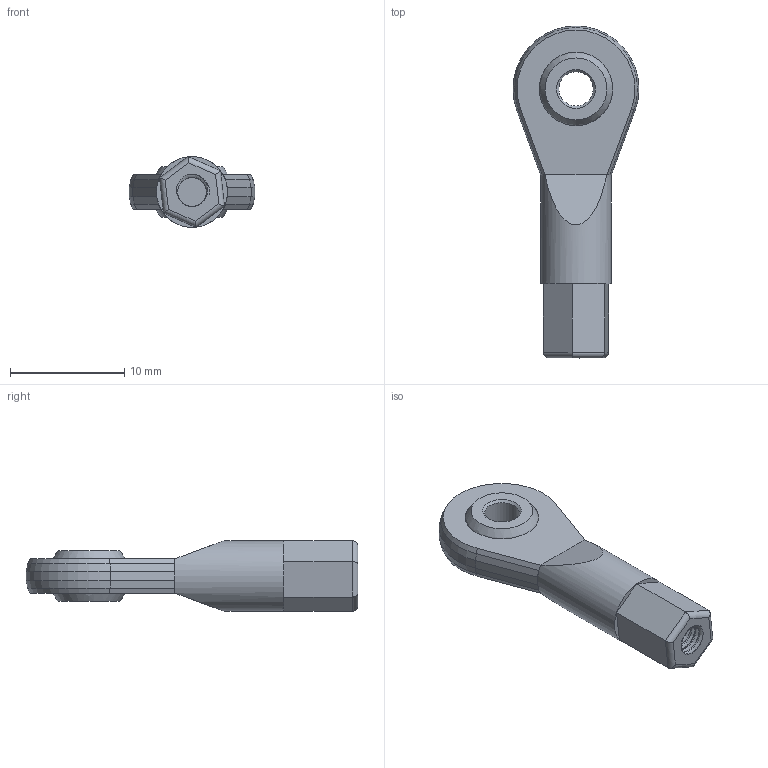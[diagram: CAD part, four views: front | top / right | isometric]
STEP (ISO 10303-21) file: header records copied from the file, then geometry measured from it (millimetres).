
FILE_DESCRIPTION(/* description */ (''),/* implementation_level */ '2;1');
FILE_NAME(/* name */ 'M3 Rose eye bearing v4.step',/* time_stamp */ '2019-10-09T01:17:47+08:00',/* author */ (''),/* organization */ (''),/* preprocessor_version */ 'ST-DEVELOPER v18',/* originating_system */ 'Autodesk Translation Framework v8.6.0.1094',/* authorisation */ '');
FILE_SCHEMA (('AUTOMOTIVE_DESIGN { 1 0 10303 214 3 1 1 }'));
Length unit declared in the file: millimetre
Products named in the file (1): M3 Rose eye bearing
Bounding box: 11 x 29 x 6.2 mm (x, y, z)
Volume: 733.2 mm3; surface area: 912.5 mm2
Topology: 2 solids, 2 shells, 87 faces, 203 edges, 121 vertices
Faces by surface type: cylinder 43, plane 34, cone 6, sphere 2, bspline 2
Full cylindrical faces by diameter (mm): 2.529 x16, 3 x1, 3.086 x14, 6.2 x1
Entity records: 4163 total; most frequent: CARTESIAN_POINT 2231, ORIENTED_EDGE 406, DIRECTION 358, EDGE_CURVE 203, AXIS2_PLACEMENT_3D 129, VERTEX_POINT 121, LINE 100, VECTOR 100
